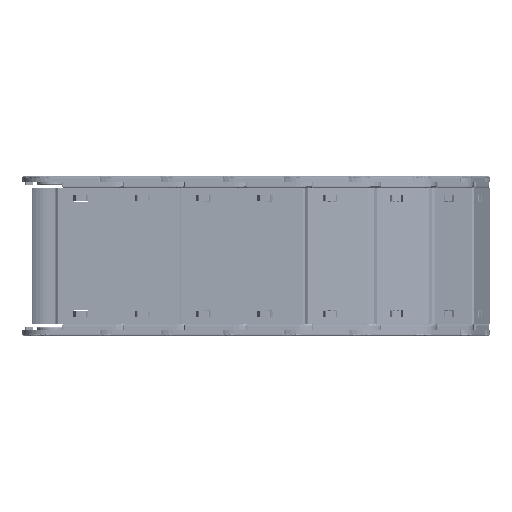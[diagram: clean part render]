
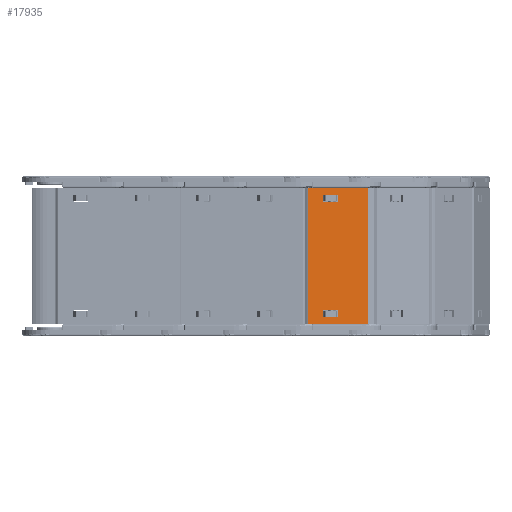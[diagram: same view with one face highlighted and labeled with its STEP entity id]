
A CAD part, front view. The second image highlights one B-rep face of the part: STEP entity #17935.
In plain terms, the highlighted face is planar.
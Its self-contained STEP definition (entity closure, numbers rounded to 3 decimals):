
#96 = CARTESIAN_POINT ( 'NONE',  ( -68.923, 70.399, 90.053 ) ) ;
#453 = CARTESIAN_POINT ( 'NONE',  ( -40.943, 70.399, -25.416 ) ) ;
#1601 = DIRECTION ( 'NONE',  ( 0., 1., 0. ) ) ;
#3735 = DIRECTION ( 'NONE',  ( 0., 0., -1. ) ) ;
#3812 = EDGE_CURVE ( 'NONE', #8281, #41594, #15878, .T. ) ;
#4053 = DIRECTION ( 'NONE',  ( 0., 0., -1. ) ) ;
#4280 = ORIENTED_EDGE ( 'NONE', *, *, #6019, .T. ) ;
#4396 = VECTOR ( 'NONE', #3735, 1000. ) ;
#5524 = VECTOR ( 'NONE', #40074, 1000. ) ;
#5780 = VECTOR ( 'NONE', #28511, 1000. ) ;
#6019 = EDGE_CURVE ( 'NONE', #44929, #22940, #42436, .T. ) ;
#6771 = VERTEX_POINT ( 'NONE', #30297 ) ;
#6921 = DIRECTION ( 'NONE',  ( 1., 0., 0. ) ) ;
#7073 = DIRECTION ( 'NONE',  ( 0., 0., -1. ) ) ;
#8133 = CARTESIAN_POINT ( 'NONE',  ( -43.943, 70.399, 8.434 ) ) ;
#8281 = VERTEX_POINT ( 'NONE', #20200 ) ;
#8674 = EDGE_LOOP ( 'NONE', ( #21862, #26439, #40053, #44690 ) ) ;
#9045 = LINE ( 'NONE', #453, #34589 ) ;
#9545 = CARTESIAN_POINT ( 'NONE',  ( -40.943, 70.399, -19.116 ) ) ;
#10892 = AXIS2_PLACEMENT_3D ( 'NONE', #8133, #1601, #32382 ) ;
#10945 = EDGE_CURVE ( 'NONE', #27790, #22940, #26742, .T. ) ;
#11081 = VERTEX_POINT ( 'NONE', #20296 ) ;
#12073 = VERTEX_POINT ( 'NONE', #25571 ) ;
#12699 = LINE ( 'NONE', #14636, #36089 ) ;
#13159 = DIRECTION ( 'NONE',  ( -1., 0., 0. ) ) ;
#13329 = LINE ( 'NONE', #27678, #22549 ) ;
#13552 = CARTESIAN_POINT ( 'NONE',  ( -12.723, 70.399, 90.053 ) ) ;
#13909 = DIRECTION ( 'NONE',  ( 1., 0., 0. ) ) ;
#13988 = LINE ( 'NONE', #13552, #18359 ) ;
#14219 = ORIENTED_EDGE ( 'NONE', *, *, #37583, .T. ) ;
#14636 = CARTESIAN_POINT ( 'NONE',  ( -40.943, 70.399, -19.116 ) ) ;
#14730 = LINE ( 'NONE', #22341, #37599 ) ;
#15878 = LINE ( 'NONE', #38477, #36542 ) ;
#17173 = VECTOR ( 'NONE', #13159, 1000. ) ;
#17935 = ADVANCED_FACE ( 'NONE', ( #35325, #34802, #26056 ), #22325, .F. ) ;
#18359 = VECTOR ( 'NONE', #7073, 1000. ) ;
#19013 = DIRECTION ( 'NONE',  ( -1., 0., 0. ) ) ;
#19410 = EDGE_LOOP ( 'NONE', ( #35880, #14219, #20945, #33482 ) ) ;
#19982 = CARTESIAN_POINT ( 'NONE',  ( -26.943, 70.399, -19.116 ) ) ;
#20200 = CARTESIAN_POINT ( 'NONE',  ( -26.943, 70.399, -25.416 ) ) ;
#20296 = CARTESIAN_POINT ( 'NONE',  ( -26.943, 70.399, 87.184 ) ) ;
#20468 = ORIENTED_EDGE ( 'NONE', *, *, #10945, .F. ) ;
#20945 = ORIENTED_EDGE ( 'NONE', *, *, #21760, .T. ) ;
#21161 = EDGE_CURVE ( 'NONE', #41594, #21597, #43833, .T. ) ;
#21350 = EDGE_CURVE ( 'NONE', #12073, #8281, #9045, .T. ) ;
#21597 = VERTEX_POINT ( 'NONE', #40494 ) ;
#21760 = EDGE_CURVE ( 'NONE', #27048, #11081, #13329, .T. ) ;
#21862 = ORIENTED_EDGE ( 'NONE', *, *, #21161, .F. ) ;
#22325 = PLANE ( 'NONE',  #10892 ) ;
#22341 = CARTESIAN_POINT ( 'NONE',  ( -43.943, 70.399, 93.934 ) ) ;
#22549 = VECTOR ( 'NONE', #6921, 1000. ) ;
#22940 = VERTEX_POINT ( 'NONE', #30761 ) ;
#24591 = DIRECTION ( 'NONE',  ( 0., 0., 1. ) ) ;
#24733 = CARTESIAN_POINT ( 'NONE',  ( -40.943, 70.399, 80.884 ) ) ;
#24761 = EDGE_LOOP ( 'NONE', ( #40678, #43530, #4280, #20468 ) ) ;
#25571 = CARTESIAN_POINT ( 'NONE',  ( -40.943, 70.399, -25.416 ) ) ;
#26056 = FACE_BOUND ( 'NONE', #19410, .T. ) ;
#26334 = EDGE_CURVE ( 'NONE', #11081, #6771, #35460, .T. ) ;
#26439 = ORIENTED_EDGE ( 'NONE', *, *, #3812, .F. ) ;
#26742 = LINE ( 'NONE', #29746, #31133 ) ;
#27048 = VERTEX_POINT ( 'NONE', #38381 ) ;
#27075 = CARTESIAN_POINT ( 'NONE',  ( -68.923, 70.399, 93.934 ) ) ;
#27491 = EDGE_CURVE ( 'NONE', #30251, #44929, #14730, .T. ) ;
#27678 = CARTESIAN_POINT ( 'NONE',  ( -40.943, 70.399, 87.184 ) ) ;
#27790 = VERTEX_POINT ( 'NONE', #32520 ) ;
#28511 = DIRECTION ( 'NONE',  ( -1., 0., 0. ) ) ;
#29404 = LINE ( 'NONE', #43988, #5524 ) ;
#29746 = CARTESIAN_POINT ( 'NONE',  ( -43.943, 70.399, -32.166 ) ) ;
#30251 = VERTEX_POINT ( 'NONE', #40215 ) ;
#30297 = CARTESIAN_POINT ( 'NONE',  ( -26.943, 70.399, 80.884 ) ) ;
#30591 = EDGE_CURVE ( 'NONE', #30251, #27790, #13988, .T. ) ;
#30761 = CARTESIAN_POINT ( 'NONE',  ( -68.923, 70.399, -32.166 ) ) ;
#31113 = DIRECTION ( 'NONE',  ( 0., 0., -1. ) ) ;
#31133 = VECTOR ( 'NONE', #36920, 1000. ) ;
#32382 = DIRECTION ( 'NONE',  ( 0., 0., -1. ) ) ;
#32520 = CARTESIAN_POINT ( 'NONE',  ( -12.723, 70.399, -32.166 ) ) ;
#33454 = LINE ( 'NONE', #38900, #5780 ) ;
#33482 = ORIENTED_EDGE ( 'NONE', *, *, #26334, .T. ) ;
#33612 = VERTEX_POINT ( 'NONE', #24733 ) ;
#34589 = VECTOR ( 'NONE', #13909, 1000. ) ;
#34802 = FACE_OUTER_BOUND ( 'NONE', #24761, .T. ) ;
#34925 = VECTOR ( 'NONE', #31113, 1000. ) ;
#35325 = FACE_BOUND ( 'NONE', #8674, .T. ) ;
#35460 = LINE ( 'NONE', #38135, #34925 ) ;
#35880 = ORIENTED_EDGE ( 'NONE', *, *, #43042, .T. ) ;
#36089 = VECTOR ( 'NONE', #4053, 1000. ) ;
#36542 = VECTOR ( 'NONE', #24591, 1000. ) ;
#36920 = DIRECTION ( 'NONE',  ( -1., 0., 0. ) ) ;
#37583 = EDGE_CURVE ( 'NONE', #33612, #27048, #29404, .T. ) ;
#37599 = VECTOR ( 'NONE', #19013, 1000. ) ;
#38135 = CARTESIAN_POINT ( 'NONE',  ( -26.943, 70.399, 80.884 ) ) ;
#38381 = CARTESIAN_POINT ( 'NONE',  ( -40.943, 70.399, 87.184 ) ) ;
#38477 = CARTESIAN_POINT ( 'NONE',  ( -26.943, 70.399, -19.116 ) ) ;
#38900 = CARTESIAN_POINT ( 'NONE',  ( -40.943, 70.399, 80.884 ) ) ;
#40053 = ORIENTED_EDGE ( 'NONE', *, *, #21350, .F. ) ;
#40074 = DIRECTION ( 'NONE',  ( 0., 0., 1. ) ) ;
#40215 = CARTESIAN_POINT ( 'NONE',  ( -12.723, 70.399, 93.934 ) ) ;
#40494 = CARTESIAN_POINT ( 'NONE',  ( -40.943, 70.399, -19.116 ) ) ;
#40678 = ORIENTED_EDGE ( 'NONE', *, *, #30591, .F. ) ;
#41594 = VERTEX_POINT ( 'NONE', #19982 ) ;
#42436 = LINE ( 'NONE', #96, #4396 ) ;
#43042 = EDGE_CURVE ( 'NONE', #6771, #33612, #33454, .T. ) ;
#43530 = ORIENTED_EDGE ( 'NONE', *, *, #27491, .T. ) ;
#43833 = LINE ( 'NONE', #9545, #17173 ) ;
#43988 = CARTESIAN_POINT ( 'NONE',  ( -40.943, 70.399, 80.884 ) ) ;
#44276 = EDGE_CURVE ( 'NONE', #21597, #12073, #12699, .T. ) ;
#44690 = ORIENTED_EDGE ( 'NONE', *, *, #44276, .F. ) ;
#44929 = VERTEX_POINT ( 'NONE', #27075 ) ;
